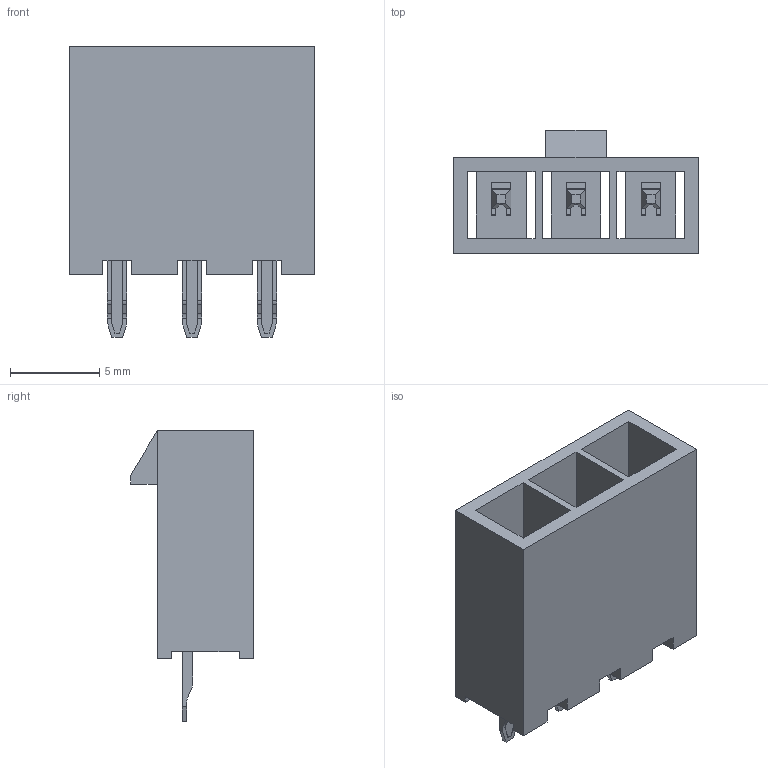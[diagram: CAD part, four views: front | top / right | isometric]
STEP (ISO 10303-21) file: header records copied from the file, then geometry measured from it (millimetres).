
FILE_DESCRIPTION( ( 'Unknown' ), '1' );
FILE_NAME( '64900311122.stp', 'Unknown', ( 'Unknown' ), ( 'Unknown' ), 'PSStep 15.0.49', 'Unknown', ' ' );
FILE_SCHEMA( ( 'AUTOMOTIVE_DESIGN { 1 0 10303 214 1 1 1 1 }' ) );
Length unit declared in the file: millimetre
Products named in the file (3): Assem1; 64900311122; 6490xx11122_PIN
Assembly tree (4 placements, depth 2):
  Assem1
    64900311122
    6490xx11122_PIN  x3
Bounding box: 13.8 x 6.9 x 16.3 mm (x, y, z)
Volume: 501.4 mm3; surface area: 1479.1 mm2
Topology: 4 solids, 4 shells, 324 faces, 949 edges, 624 vertices
Faces by surface type: plane 240, cylinder 84
Entity records: 7043 total; most frequent: CARTESIAN_POINT 1010, ORIENTED_EDGE 1010, DIRECTION 907, EDGE_CURVE 505, LINE 449, VECTOR 449, VERTEX_POINT 332, AXIS2_PLACEMENT_3D 229
